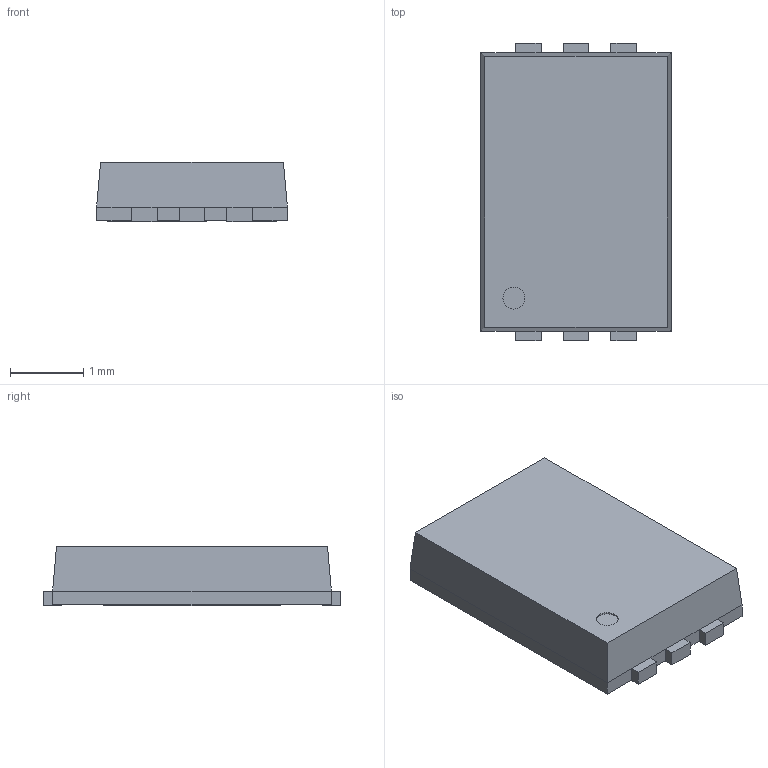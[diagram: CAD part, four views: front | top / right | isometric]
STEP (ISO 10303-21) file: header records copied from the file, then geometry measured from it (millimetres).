
FILE_DESCRIPTION(/* description */ (''),/* implementation_level */ '2;1');
FILE_NAME(/* name */ 'WDFN6 2.6x4.0.step',/* time_stamp */ '2018-11-19T00:13:37+00:00',/* author */ ('eric.n.tech'),/* organization */ (''),/* preprocessor_version */ 'ST-DEVELOPER v17.2',/* originating_system */ 'Autodesk Translation Framework v7.6.0.251',/* authorisation */ '');
FILE_SCHEMA (('AUTOMOTIVE_DESIGN { 1 0 10303 214 3 1 1 }'));
Length unit declared in the file: millimetre
Products named in the file (1): WDFN6 2.6x4.0
Bounding box: 2.6 x 4.05 x 0.81 mm (x, y, z)
Volume: 7.8 mm3; surface area: 30.3 mm2
Topology: 1 solids, 1 shells, 64 faces, 161 edges, 102 vertices
Faces by surface type: plane 63, cylinder 1
Full cylindrical faces by diameter (mm): 0.3 x1
Entity records: 1959 total; most frequent: CARTESIAN_POINT 328, ORIENTED_EDGE 322, DIRECTION 293, EDGE_CURVE 161, LINE 159, VECTOR 159, VERTEX_POINT 102, EDGE_LOOP 67
